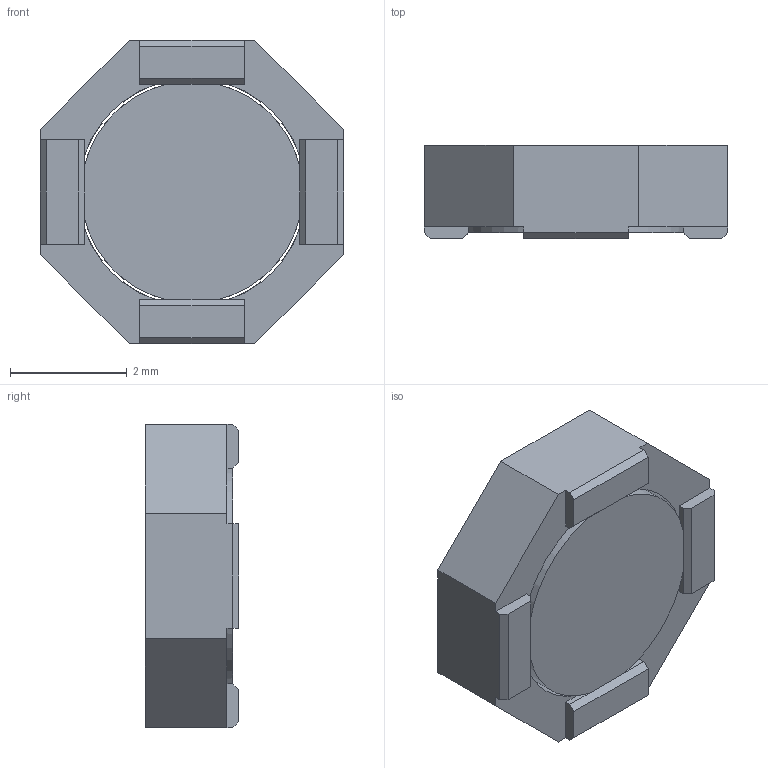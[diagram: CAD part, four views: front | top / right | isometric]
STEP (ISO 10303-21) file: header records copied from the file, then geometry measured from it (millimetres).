
FILE_DESCRIPTION((''),'2;1');
FILE_NAME('SRU5016','2012-07-13T',('ryans'),('Bourns, Inc.'),'PRO/ENGINEER BY PARAMETRIC TECHNOLOGY CORPORATION, 2010100','PRO/ENGINEER BY PARAMETRIC TECHNOLOGY CORPORATION, 2010100','');
FILE_SCHEMA(('CONFIG_CONTROL_DESIGN'));
Length unit declared in the file: millimetre
Products named in the file (1): SRU5016
Bounding box: 5.2 x 1.6 x 5.2 mm (x, y, z)
Volume: 32.6 mm3; surface area: 105.7 mm2
Topology: 1 solids, 1 shells, 51 faces, 152 edges, 96 vertices
Faces by surface type: plane 47, cylinder 4
Entity records: 1736 total; most frequent: ORIENTED_EDGE 304, CARTESIAN_POINT 299, DIRECTION 278, EDGE_CURVE 152, VECTOR 128, LINE 128, VERTEX_POINT 96, AXIS2_PLACEMENT_3D 75
